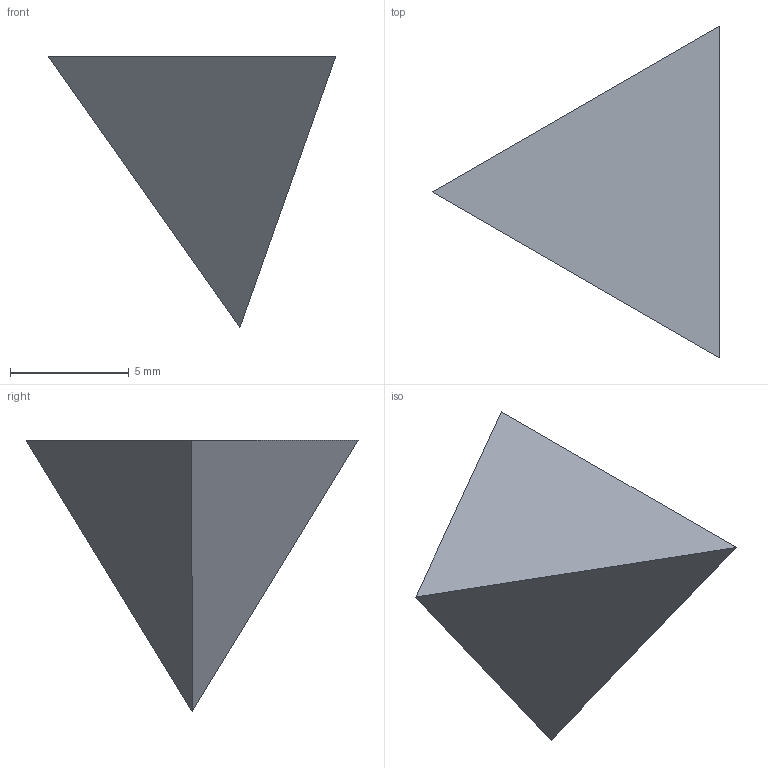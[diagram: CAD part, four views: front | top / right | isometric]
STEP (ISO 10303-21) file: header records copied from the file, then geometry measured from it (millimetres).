
FILE_DESCRIPTION(('STEP AP214'),'1');
FILE_NAME('FLowMechanics.stp','2020-11-16T06:11:14',(' '),(' '),'Spatial InterOp 3D',' ',' ');
FILE_SCHEMA(('AUTOMOTIVE_DESIGN { 1 0 10303 214 1 1 1 1 }'));
Length unit declared in the file: millimetre
Products named in the file (1): true tet
Bounding box: 12.12 x 14 x 11.43 mm (x, y, z)
Volume: 323.4 mm3; surface area: 339.5 mm2
Topology: 1 solids, 1 shells, 4 faces, 226 edges, 227 vertices
Faces by surface type: plane 4
Entity records: 1497 total; most frequent: DIRECTION 238, CARTESIAN_POINT 236, LINE 226, VECTOR 226, COMPOSITE_CURVE_SEGMENT 220, TRIMMED_CURVE 220, ORIENTED_EDGE 12, STYLED_ITEM 10
